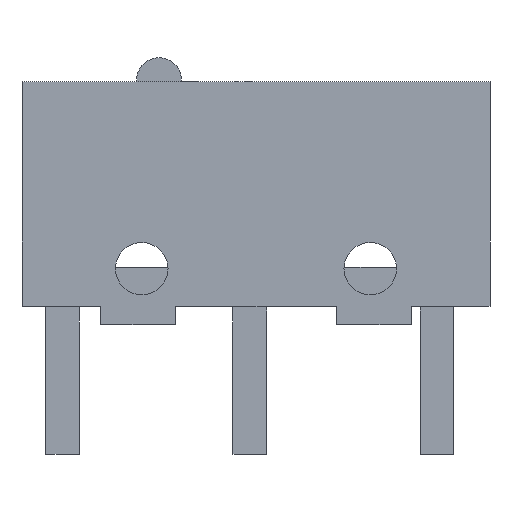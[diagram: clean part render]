
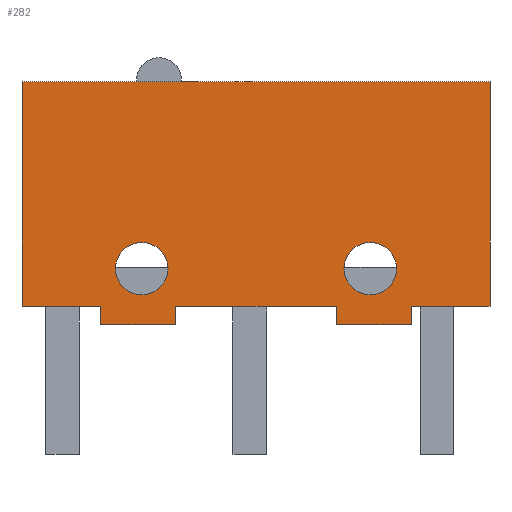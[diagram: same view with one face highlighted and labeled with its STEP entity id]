
A CAD part, front view. The second image highlights one B-rep face of the part: STEP entity #282.
In plain terms, the highlighted planar face has unit normal (0, -1, 0).
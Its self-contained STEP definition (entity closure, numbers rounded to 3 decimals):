
#50 = VERTEX_POINT('',#51);
#51 = CARTESIAN_POINT('',(-6.25,-2.85,0.5));
#57 = EDGE_CURVE('',#50,#58,#60,.T.);
#58 = VERTEX_POINT('',#59);
#59 = CARTESIAN_POINT('',(-6.25,-2.85,6.5));
#60 = LINE('',#61,#62);
#61 = CARTESIAN_POINT('',(-6.25,-2.85,0.));
#62 = VECTOR('',#63,1.);
#63 = DIRECTION('',(0.,0.,1.));
#87 = EDGE_CURVE('',#50,#88,#90,.T.);
#88 = VERTEX_POINT('',#89);
#89 = CARTESIAN_POINT('',(-4.15,-2.85,0.5));
#90 = LINE('',#91,#92);
#91 = CARTESIAN_POINT('',(-6.25,-2.85,0.5));
#92 = VECTOR('',#93,1.);
#93 = DIRECTION('',(1.,0.,0.));
#229 = EDGE_CURVE('',#230,#58,#232,.T.);
#230 = VERTEX_POINT('',#231);
#231 = CARTESIAN_POINT('',(6.25,-2.85,6.5));
#232 = LINE('',#233,#234);
#233 = CARTESIAN_POINT('',(6.25,-2.85,6.5));
#234 = VECTOR('',#235,1.);
#235 = DIRECTION('',(-1.,0.,0.));
#282 = ADVANCED_FACE('',(#283,#358,#369),#380,.T.);
#283 = FACE_BOUND('',#284,.T.);
#284 = EDGE_LOOP('',(#285,#295,#301,#302,#303,#304,#312,#320,#328,#336,
    #344,#352));
#285 = ORIENTED_EDGE('',*,*,#286,.F.);
#286 = EDGE_CURVE('',#287,#289,#291,.T.);
#287 = VERTEX_POINT('',#288);
#288 = CARTESIAN_POINT('',(6.25,-2.85,0.5));
#289 = VERTEX_POINT('',#290);
#290 = CARTESIAN_POINT('',(4.15,-2.85,0.5));
#291 = LINE('',#292,#293);
#292 = CARTESIAN_POINT('',(6.25,-2.85,0.5));
#293 = VECTOR('',#294,1.);
#294 = DIRECTION('',(-1.,0.,0.));
#295 = ORIENTED_EDGE('',*,*,#296,.T.);
#296 = EDGE_CURVE('',#287,#230,#297,.T.);
#297 = LINE('',#298,#299);
#298 = CARTESIAN_POINT('',(6.25,-2.85,0.));
#299 = VECTOR('',#300,1.);
#300 = DIRECTION('',(0.,0.,1.));
#301 = ORIENTED_EDGE('',*,*,#229,.T.);
#302 = ORIENTED_EDGE('',*,*,#57,.F.);
#303 = ORIENTED_EDGE('',*,*,#87,.T.);
#304 = ORIENTED_EDGE('',*,*,#305,.F.);
#305 = EDGE_CURVE('',#306,#88,#308,.T.);
#306 = VERTEX_POINT('',#307);
#307 = CARTESIAN_POINT('',(-4.15,-2.85,0.));
#308 = LINE('',#309,#310);
#309 = CARTESIAN_POINT('',(-4.15,-2.85,0.));
#310 = VECTOR('',#311,1.);
#311 = DIRECTION('',(0.,0.,1.));
#312 = ORIENTED_EDGE('',*,*,#313,.F.);
#313 = EDGE_CURVE('',#314,#306,#316,.T.);
#314 = VERTEX_POINT('',#315);
#315 = CARTESIAN_POINT('',(-2.15,-2.85,0.));
#316 = LINE('',#317,#318);
#317 = CARTESIAN_POINT('',(6.25,-2.85,0.));
#318 = VECTOR('',#319,1.);
#319 = DIRECTION('',(-1.,0.,0.));
#320 = ORIENTED_EDGE('',*,*,#321,.T.);
#321 = EDGE_CURVE('',#314,#322,#324,.T.);
#322 = VERTEX_POINT('',#323);
#323 = CARTESIAN_POINT('',(-2.15,-2.85,0.5));
#324 = LINE('',#325,#326);
#325 = CARTESIAN_POINT('',(-2.15,-2.85,0.));
#326 = VECTOR('',#327,1.);
#327 = DIRECTION('',(0.,0.,1.));
#328 = ORIENTED_EDGE('',*,*,#329,.T.);
#329 = EDGE_CURVE('',#322,#330,#332,.T.);
#330 = VERTEX_POINT('',#331);
#331 = CARTESIAN_POINT('',(2.15,-2.85,0.5));
#332 = LINE('',#333,#334);
#333 = CARTESIAN_POINT('',(-2.15,-2.85,0.5));
#334 = VECTOR('',#335,1.);
#335 = DIRECTION('',(1.,0.,0.));
#336 = ORIENTED_EDGE('',*,*,#337,.F.);
#337 = EDGE_CURVE('',#338,#330,#340,.T.);
#338 = VERTEX_POINT('',#339);
#339 = CARTESIAN_POINT('',(2.15,-2.85,0.));
#340 = LINE('',#341,#342);
#341 = CARTESIAN_POINT('',(2.15,-2.85,0.));
#342 = VECTOR('',#343,1.);
#343 = DIRECTION('',(0.,0.,1.));
#344 = ORIENTED_EDGE('',*,*,#345,.F.);
#345 = EDGE_CURVE('',#346,#338,#348,.T.);
#346 = VERTEX_POINT('',#347);
#347 = CARTESIAN_POINT('',(4.15,-2.85,0.));
#348 = LINE('',#349,#350);
#349 = CARTESIAN_POINT('',(6.25,-2.85,0.));
#350 = VECTOR('',#351,1.);
#351 = DIRECTION('',(-1.,0.,0.));
#352 = ORIENTED_EDGE('',*,*,#353,.T.);
#353 = EDGE_CURVE('',#346,#289,#354,.T.);
#354 = LINE('',#355,#356);
#355 = CARTESIAN_POINT('',(4.15,-2.85,0.));
#356 = VECTOR('',#357,1.);
#357 = DIRECTION('',(0.,0.,1.));
#358 = FACE_BOUND('',#359,.T.);
#359 = EDGE_LOOP('',(#360));
#360 = ORIENTED_EDGE('',*,*,#361,.F.);
#361 = EDGE_CURVE('',#362,#362,#364,.T.);
#362 = VERTEX_POINT('',#363);
#363 = CARTESIAN_POINT('',(3.75,-2.85,1.5));
#364 = CIRCLE('',#365,0.7);
#365 = AXIS2_PLACEMENT_3D('',#366,#367,#368);
#366 = CARTESIAN_POINT('',(3.05,-2.85,1.5));
#367 = DIRECTION('',(0.,-1.,0.));
#368 = DIRECTION('',(1.,0.,0.));
#369 = FACE_BOUND('',#370,.T.);
#370 = EDGE_LOOP('',(#371));
#371 = ORIENTED_EDGE('',*,*,#372,.F.);
#372 = EDGE_CURVE('',#373,#373,#375,.T.);
#373 = VERTEX_POINT('',#374);
#374 = CARTESIAN_POINT('',(-2.35,-2.85,1.5));
#375 = CIRCLE('',#376,0.7);
#376 = AXIS2_PLACEMENT_3D('',#377,#378,#379);
#377 = CARTESIAN_POINT('',(-3.05,-2.85,1.5));
#378 = DIRECTION('',(0.,-1.,0.));
#379 = DIRECTION('',(1.,0.,0.));
#380 = PLANE('',#381);
#381 = AXIS2_PLACEMENT_3D('',#382,#383,#384);
#382 = CARTESIAN_POINT('',(6.25,-2.85,0.));
#383 = DIRECTION('',(0.,-1.,0.));
#384 = DIRECTION('',(-1.,0.,0.));
